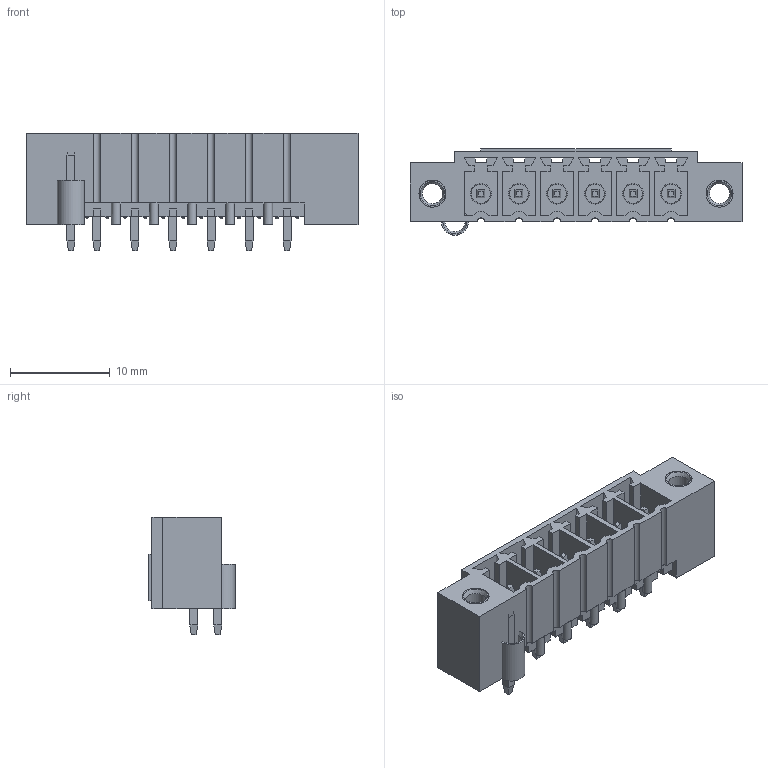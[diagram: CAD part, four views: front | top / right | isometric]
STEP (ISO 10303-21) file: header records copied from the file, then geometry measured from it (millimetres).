
FILE_DESCRIPTION( ( 'Unknown' ), '1' );
FILE_NAME( '691701320006B.stp', 'Unknown', ( 'Unknown' ), ( 'Unknown' ), 'PSStep 14.0', 'Unknown', ' ' );
FILE_SCHEMA( ( 'AUTOMOTIVE_DESIGN { 1 0 10303 214 1 1 1 1 }' ) );
Length unit declared in the file: millimetre
Products named in the file (4): Assem1; Thread; Pin_Straight 3.81mm; 06
Bounding box: 33.25 x 8.65 x 11.8 mm (x, y, z)
Volume: 2283.9 mm3; surface area: 5249.4 mm2
Topology: 12 solids, 12 shells, 691 faces, 1840 edges, 1205 vertices
Faces by surface type: plane 574, cylinder 78, sphere 24, cone 15
Full cylindrical faces by diameter (mm): 0.3 x24, 0.9 x20, 2.013 x3, 2.7 x7
Entity records: 11763 total; most frequent: CARTESIAN_POINT 1617, ORIENTED_EDGE 1540, DIRECTION 1505, EDGE_CURVE 770, LINE 671, VECTOR 671, VERTEX_POINT 529, AXIS2_PLACEMENT_3D 417
